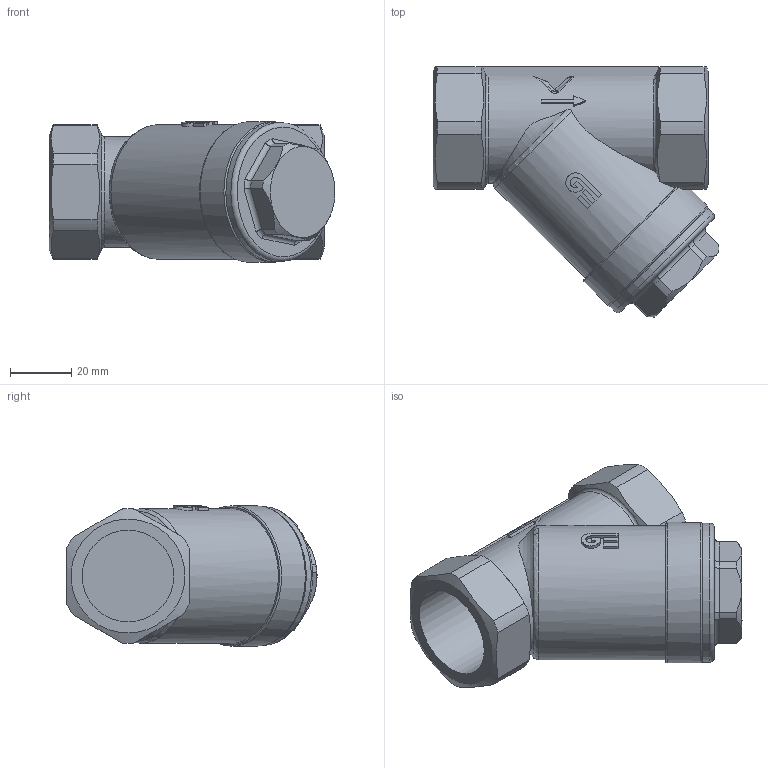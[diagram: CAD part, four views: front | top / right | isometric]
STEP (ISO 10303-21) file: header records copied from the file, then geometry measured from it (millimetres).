
FILE_DESCRIPTION((''),'2;1');
FILE_NAME('2460_06.stp','2013-12-05T13:03:03',('M.CANAL'),(''),'Autodesk Inventor 2013','Autodesk Inventor 2013','');
FILE_SCHEMA(('AUTOMOTIVE_DESIGN { 1 0 10303 214 1 1 1 1 }'));
Length unit declared in the file: millimetre
Products named in the file (3): 246006; body06; cap06
Assembly tree (2 placements, depth 2):
  246006
    body06
    cap06
Bounding box: 93.48 x 81.88 x 46 mm (x, y, z)
Volume: 100251.4 mm3; surface area: 35524.9 mm2
Topology: 2 solids, 2 shells, 139 faces, 358 edges, 230 vertices
Faces by surface type: plane 55, cylinder 44, torus 15, bspline 13, cone 8, sphere 4
Full cylindrical faces by diameter (mm): 30 x2, 36 x1, 45.5 x1, 46 x1
Entity records: 5309 total; most frequent: CARTESIAN_POINT 2093, ORIENTED_EDGE 682, DIRECTION 619, EDGE_CURVE 341, AXIS2_PLACEMENT_3D 254, VERTEX_POINT 225, EDGE_LOOP 158, FACE_OUTER_BOUND 139
